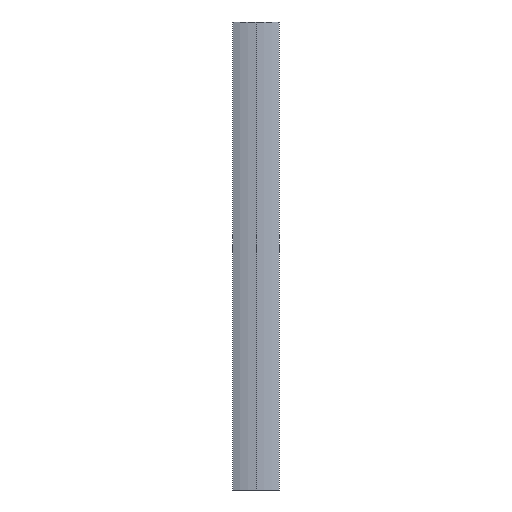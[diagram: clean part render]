
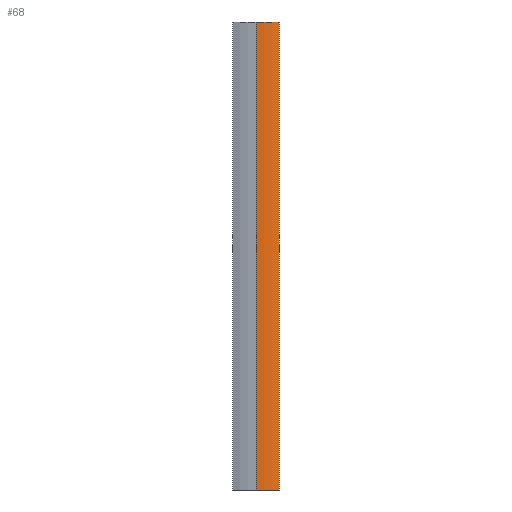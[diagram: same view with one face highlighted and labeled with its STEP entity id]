
A CAD part, left-side view. The second image highlights one B-rep face of the part: STEP entity #68.
In plain terms, the highlighted cylindrical face has radius 138.889 mm (diameter 277.778 mm), a partial arc.
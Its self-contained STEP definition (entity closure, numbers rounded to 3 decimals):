
#14 = FACE_OUTER_BOUND ( 'NONE', #17, .T. ) ;
#17 = EDGE_LOOP ( 'NONE', ( #165, #484, #435, #245 ) ) ;
#41 = CARTESIAN_POINT ( 'NONE',  ( 225.196, -6.514, 1000. ) ) ;
#53 = EDGE_CURVE ( 'NONE', #189, #517, #789, .T. ) ;
#68 = ADVANCED_FACE ( 'NONE', ( #14 ), #546, .T. ) ;
#82 = CIRCLE ( 'NONE', #278, 138.889 ) ;
#93 = CARTESIAN_POINT ( 'NONE',  ( 225.196, -6.514, 0. ) ) ;
#104 = EDGE_CURVE ( 'NONE', #189, #657, #579, .T. ) ;
#119 = CARTESIAN_POINT ( 'NONE',  ( 216.131, 42.841, 1000. ) ) ;
#165 = ORIENTED_EDGE ( 'NONE', *, *, #104, .F. ) ;
#182 = DIRECTION ( 'NONE',  ( 1., 0., 0. ) ) ;
#189 = VERTEX_POINT ( 'NONE', #232 ) ;
#232 = CARTESIAN_POINT ( 'NONE',  ( 216.131, 42.841, 1000. ) ) ;
#245 = ORIENTED_EDGE ( 'NONE', *, *, #509, .F. ) ;
#252 = DIRECTION ( 'NONE',  ( 1., 0., 0. ) ) ;
#278 = AXIS2_PLACEMENT_3D ( 'NONE', #781, #865, #252 ) ;
#333 = EDGE_CURVE ( 'NONE', #517, #900, #82, .T. ) ;
#346 = AXIS2_PLACEMENT_3D ( 'NONE', #550, #616, #914 ) ;
#388 = CARTESIAN_POINT ( 'NONE',  ( 216.131, 42.841, 0. ) ) ;
#435 = ORIENTED_EDGE ( 'NONE', *, *, #333, .T. ) ;
#484 = ORIENTED_EDGE ( 'NONE', *, *, #53, .T. ) ;
#497 = DIRECTION ( 'NONE',  ( 0., 0., -1. ) ) ;
#509 = EDGE_CURVE ( 'NONE', #657, #900, #714, .T. ) ;
#517 = VERTEX_POINT ( 'NONE', #388 ) ;
#530 = AXIS2_PLACEMENT_3D ( 'NONE', #556, #852, #182 ) ;
#546 = CYLINDRICAL_SURFACE ( 'NONE', #346, 138.889 ) ;
#550 = CARTESIAN_POINT ( 'NONE',  ( 355.02, 42.841, 1000. ) ) ;
#556 = CARTESIAN_POINT ( 'NONE',  ( 355.02, 42.841, 1000. ) ) ;
#579 = CIRCLE ( 'NONE', #530, 138.889 ) ;
#616 = DIRECTION ( 'NONE',  ( 0., 0., -1. ) ) ;
#657 = VERTEX_POINT ( 'NONE', #944 ) ;
#714 = LINE ( 'NONE', #41, #727 ) ;
#727 = VECTOR ( 'NONE', #497, 1000. ) ;
#781 = CARTESIAN_POINT ( 'NONE',  ( 355.02, 42.841, 0. ) ) ;
#789 = LINE ( 'NONE', #119, #823 ) ;
#823 = VECTOR ( 'NONE', #909, 1000. ) ;
#852 = DIRECTION ( 'NONE',  ( 0., 0., 1. ) ) ;
#865 = DIRECTION ( 'NONE',  ( 0., 0., 1. ) ) ;
#900 = VERTEX_POINT ( 'NONE', #93 ) ;
#909 = DIRECTION ( 'NONE',  ( 0., 0., -1. ) ) ;
#914 = DIRECTION ( 'NONE',  ( -1., 0., 0. ) ) ;
#944 = CARTESIAN_POINT ( 'NONE',  ( 225.196, -6.514, 1000. ) ) ;
